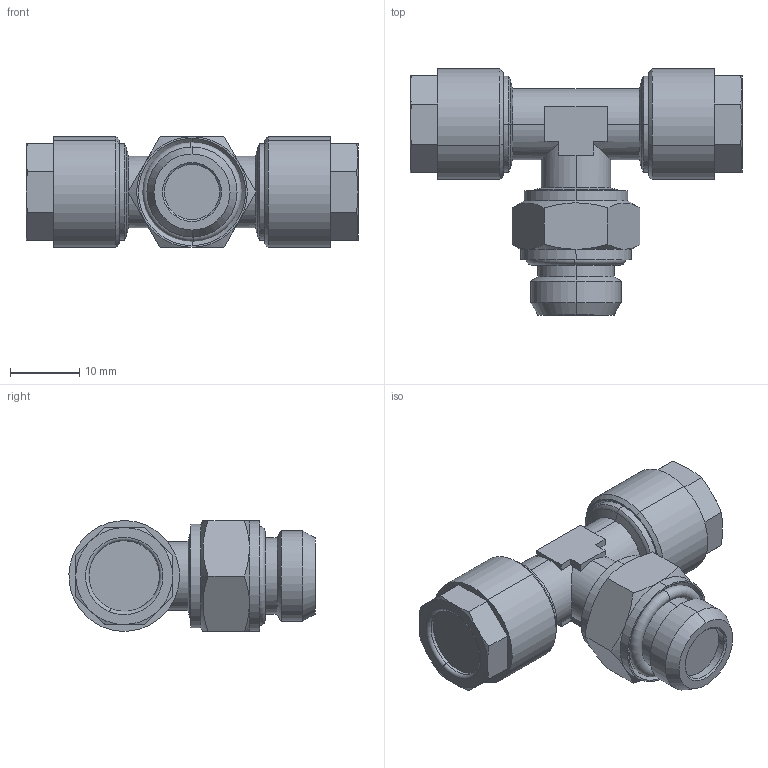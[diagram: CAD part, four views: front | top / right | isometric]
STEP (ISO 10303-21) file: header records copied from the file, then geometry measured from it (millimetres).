
FILE_DESCRIPTION (( 'STEP AP214' ), '1' );
FILE_NAME ('0121500005.step', '2012-09-28T13:25:26', ( '' ), ( '' ), 'SwSTEP 2.0', 'SolidWorks 2012', '' );
FILE_SCHEMA (( 'AUTOMOTIVE_DESIGN' ));
Length unit declared in the file: millimetre
Products named in the file (1): 0121500005
Bounding box: 48 x 35.59 x 16 mm (x, y, z)
Volume: 10296 mm3; surface area: 4322.2 mm2
Topology: 1 solids, 1 shells, 152 faces, 354 edges, 214 vertices
Faces by surface type: plane 53, cone 50, cylinder 33, torus 16
Entity records: 6190 total; most frequent: CARTESIAN_POINT 1005, DIRECTION 764, ORIENTED_EDGE 708, EDGE_CURVE 354, AXIS2_PLACEMENT_3D 311, VERTEX_POINT 214, EDGE_LOOP 162, CIRCLE 158
